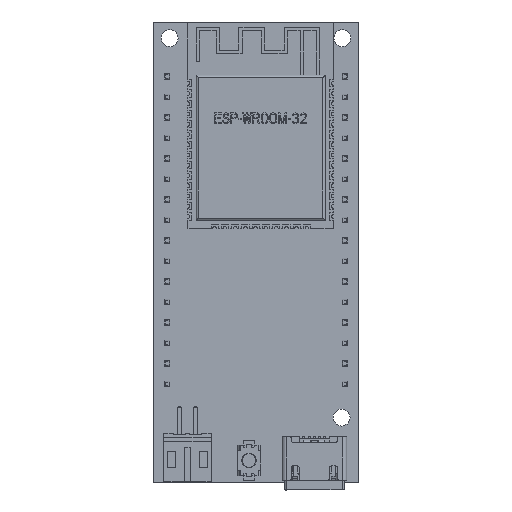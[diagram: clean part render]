
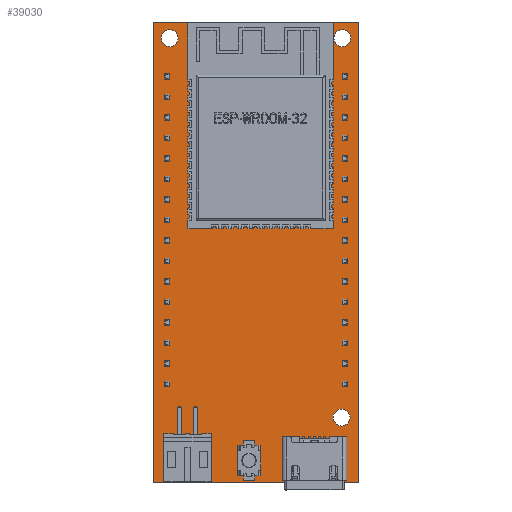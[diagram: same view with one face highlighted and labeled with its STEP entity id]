
A CAD part, front view. The second image highlights one B-rep face of the part: STEP entity #39030.
In plain terms, the highlighted planar face has unit normal (0, -1, 0).
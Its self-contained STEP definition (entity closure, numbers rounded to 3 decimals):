
#1359=FACE_BOUND('',#6909,.T.);
#1360=FACE_BOUND('',#6910,.T.);
#1361=FACE_BOUND('',#6911,.T.);
#3008=PLANE('',#41601);
#4914=FACE_OUTER_BOUND('',#6908,.T.);
#6908=EDGE_LOOP('',(#36882,#36883,#36884,#36885));
#6909=EDGE_LOOP('',(#36886));
#6910=EDGE_LOOP('',(#36887));
#6911=EDGE_LOOP('',(#36888));
#11772=LINE('',#63089,#16644);
#11776=LINE('',#63097,#16648);
#11779=LINE('',#63103,#16651);
#11782=LINE('',#63108,#16654);
#16644=VECTOR('',#51348,10.);
#16648=VECTOR('',#51354,10.);
#16651=VECTOR('',#51359,10.);
#16654=VECTOR('',#51364,10.);
#17124=CIRCLE('',#41589,1.05);
#17126=CIRCLE('',#41592,1.05);
#17128=CIRCLE('',#41595,1.05);
#20643=VERTEX_POINT('',#63071);
#20645=VERTEX_POINT('',#63077);
#20647=VERTEX_POINT('',#63083);
#20648=VERTEX_POINT('',#63087);
#20649=VERTEX_POINT('',#63088);
#20652=VERTEX_POINT('',#63096);
#20654=VERTEX_POINT('',#63102);
#26048=EDGE_CURVE('',#20643,#20643,#17124,.T.);
#26051=EDGE_CURVE('',#20645,#20645,#17126,.T.);
#26054=EDGE_CURVE('',#20647,#20647,#17128,.T.);
#26055=EDGE_CURVE('',#20648,#20649,#11772,.T.);
#26059=EDGE_CURVE('',#20649,#20652,#11776,.T.);
#26062=EDGE_CURVE('',#20654,#20652,#11779,.T.);
#26065=EDGE_CURVE('',#20654,#20648,#11782,.T.);
#36882=ORIENTED_EDGE('',*,*,#26065,.T.);
#36883=ORIENTED_EDGE('',*,*,#26055,.T.);
#36884=ORIENTED_EDGE('',*,*,#26059,.T.);
#36885=ORIENTED_EDGE('',*,*,#26062,.F.);
#36886=ORIENTED_EDGE('',*,*,#26054,.F.);
#36887=ORIENTED_EDGE('',*,*,#26051,.F.);
#36888=ORIENTED_EDGE('',*,*,#26048,.F.);
#39030=ADVANCED_FACE('',(#4914,#1359,#1360,#1361),#3008,.F.);
#41589=AXIS2_PLACEMENT_3D('',#63073,#51330,#51331);
#41592=AXIS2_PLACEMENT_3D('',#63079,#51337,#51338);
#41595=AXIS2_PLACEMENT_3D('',#63085,#51344,#51345);
#41601=AXIS2_PLACEMENT_3D('',#63111,#51368,#51369);
#51330=DIRECTION('center_axis',(0.,-1.,0.));
#51331=DIRECTION('ref_axis',(1.,0.,0.));
#51337=DIRECTION('center_axis',(0.,-1.,0.));
#51338=DIRECTION('ref_axis',(1.,0.,0.));
#51344=DIRECTION('center_axis',(0.,-1.,0.));
#51345=DIRECTION('ref_axis',(1.,0.,0.));
#51348=DIRECTION('',(-1.,0.,0.));
#51354=DIRECTION('',(0.,0.,-1.));
#51359=DIRECTION('',(-1.,0.,0.));
#51364=DIRECTION('',(0.,0.,1.));
#51368=DIRECTION('center_axis',(0.,1.,0.));
#51369=DIRECTION('ref_axis',(1.,0.,0.));
#63071=CARTESIAN_POINT('',(9.65,0.,26.5));
#63073=CARTESIAN_POINT('Origin',(10.7,0.,26.5));
#63077=CARTESIAN_POINT('',(-11.75,0.,26.5));
#63079=CARTESIAN_POINT('Origin',(-10.7,0.,26.5));
#63083=CARTESIAN_POINT('',(9.55,0.,-20.5));
#63085=CARTESIAN_POINT('Origin',(10.6,0.,-20.5));
#63087=CARTESIAN_POINT('',(12.7,0.,28.5));
#63088=CARTESIAN_POINT('',(-12.7,0.,28.5));
#63089=CARTESIAN_POINT('',(12.7,0.,28.5));
#63096=CARTESIAN_POINT('',(-12.7,0.,-28.5));
#63097=CARTESIAN_POINT('',(-12.7,0.,28.5));
#63102=CARTESIAN_POINT('',(12.7,0.,-28.5));
#63103=CARTESIAN_POINT('',(12.7,0.,-28.5));
#63108=CARTESIAN_POINT('',(12.7,0.,-28.5));
#63111=CARTESIAN_POINT('Origin',(0.,0.,0.));
